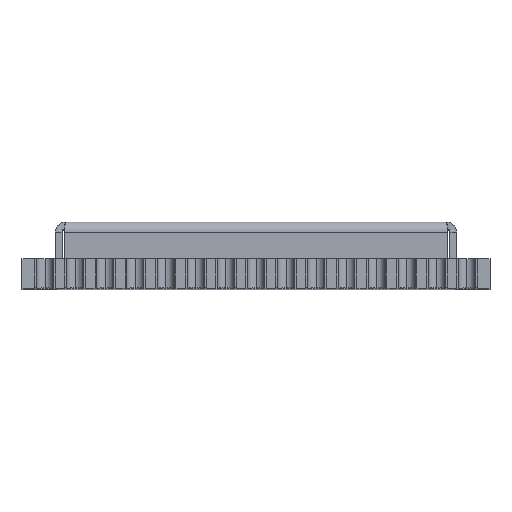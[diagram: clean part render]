
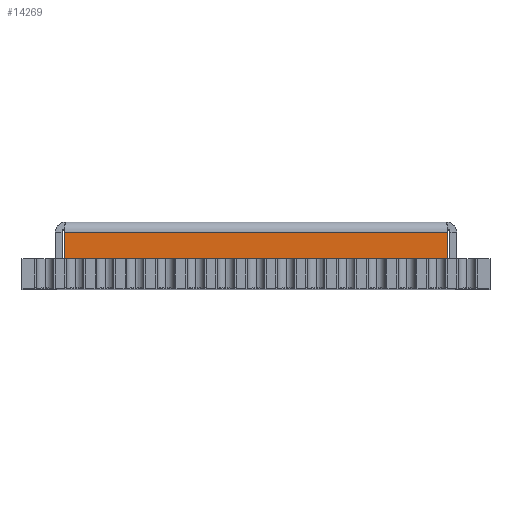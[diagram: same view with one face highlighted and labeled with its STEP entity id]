
A CAD part, top view. The second image highlights one B-rep face of the part: STEP entity #14269.
In plain terms, the highlighted planar face has unit normal (0, 0, 1).
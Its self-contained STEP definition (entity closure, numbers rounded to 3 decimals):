
#14075 = VERTEX_POINT('',#14076);
#14076 = CARTESIAN_POINT('',(5.729,1.7,8.25));
#14143 = VERTEX_POINT('',#14144);
#14144 = CARTESIAN_POINT('',(-5.729,1.7,8.25));
#14210 = EDGE_CURVE('',#14143,#14075,#14211,.T.);
#14211 = LINE('',#14212,#14213);
#14212 = CARTESIAN_POINT('',(6.,1.7,8.25));
#14213 = VECTOR('',#14214,1.);
#14214 = DIRECTION('',(1.,-0.,-0.));
#14245 = VERTEX_POINT('',#14246);
#14246 = CARTESIAN_POINT('',(5.729,0.9,8.25));
#14259 = EDGE_CURVE('',#14075,#14245,#14260,.T.);
#14260 = LINE('',#14261,#14262);
#14261 = CARTESIAN_POINT('',(5.729,1.8,8.25));
#14262 = VECTOR('',#14263,1.);
#14263 = DIRECTION('',(-0.,-1.,0.));
#14269 = ADVANCED_FACE('',(#14270),#14288,.F.);
#14270 = FACE_BOUND('',#14271,.T.);
#14271 = EDGE_LOOP('',(#14272,#14273,#14281,#14287));
#14272 = ORIENTED_EDGE('',*,*,#14210,.F.);
#14273 = ORIENTED_EDGE('',*,*,#14274,.T.);
#14274 = EDGE_CURVE('',#14143,#14275,#14277,.T.);
#14275 = VERTEX_POINT('',#14276);
#14276 = CARTESIAN_POINT('',(-5.729,0.9,8.25));
#14277 = LINE('',#14278,#14279);
#14278 = CARTESIAN_POINT('',(-5.729,0.,8.25));
#14279 = VECTOR('',#14280,1.);
#14280 = DIRECTION('',(0.,-1.,0.));
#14281 = ORIENTED_EDGE('',*,*,#14282,.F.);
#14282 = EDGE_CURVE('',#14245,#14275,#14283,.T.);
#14283 = LINE('',#14284,#14285);
#14284 = CARTESIAN_POINT('',(6.,0.9,8.25));
#14285 = VECTOR('',#14286,1.);
#14286 = DIRECTION('',(-1.,-0.,-0.));
#14287 = ORIENTED_EDGE('',*,*,#14259,.F.);
#14288 = PLANE('',#14289);
#14289 = AXIS2_PLACEMENT_3D('',#14290,#14291,#14292);
#14290 = CARTESIAN_POINT('',(0.,0.,8.25));
#14291 = DIRECTION('',(0.,0.,-1.));
#14292 = DIRECTION('',(0.,1.,0.));
